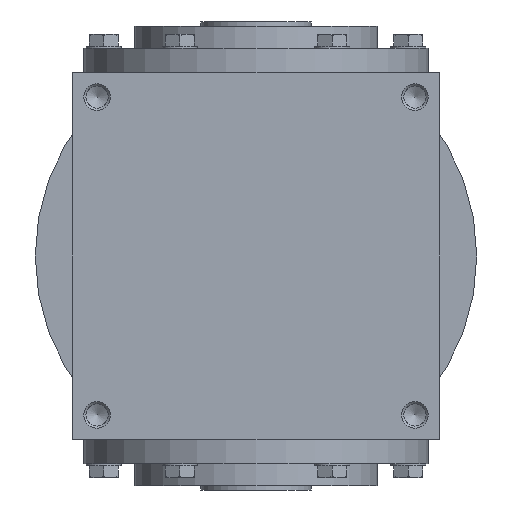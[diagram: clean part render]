
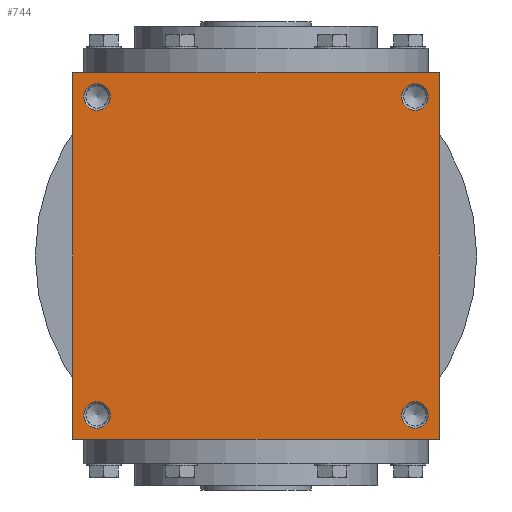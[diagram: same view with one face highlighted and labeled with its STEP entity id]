
A CAD part, left-side view. The second image highlights one B-rep face of the part: STEP entity #744.
In plain terms, the highlighted face is planar.
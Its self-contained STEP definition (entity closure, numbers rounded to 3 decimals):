
#744 = ADVANCED_FACE( '', ( #1499, #1500, #1501, #1502, #1503 ), #1504, .F. );
#1499 = FACE_BOUND( '', #2219, .T. );
#1500 = FACE_BOUND( '', #2220, .T. );
#1501 = FACE_BOUND( '', #2221, .T. );
#1502 = FACE_BOUND( '', #2222, .T. );
#1503 = FACE_OUTER_BOUND( '', #2223, .T. );
#1504 = PLANE( '', #2224 );
#2219 = EDGE_LOOP( '', ( #3512 ) );
#2220 = EDGE_LOOP( '', ( #3513 ) );
#2221 = EDGE_LOOP( '', ( #3514 ) );
#2222 = EDGE_LOOP( '', ( #3515 ) );
#2223 = EDGE_LOOP( '', ( #3516, #3517, #3518, #3519 ) );
#2224 = AXIS2_PLACEMENT_3D( '', #3520, #3521, #3522 );
#3512 = ORIENTED_EDGE( '', *, *, #4163, .F. );
#3513 = ORIENTED_EDGE( '', *, *, #4159, .T. );
#3514 = ORIENTED_EDGE( '', *, *, #4126, .F. );
#3515 = ORIENTED_EDGE( '', *, *, #3879, .T. );
#3516 = ORIENTED_EDGE( '', *, *, #4032, .F. );
#3517 = ORIENTED_EDGE( '', *, *, #4155, .F. );
#3518 = ORIENTED_EDGE( '', *, *, #3718, .F. );
#3519 = ORIENTED_EDGE( '', *, *, #4026, .F. );
#3520 = CARTESIAN_POINT( '', ( 0., 0., -83. ) );
#3521 = DIRECTION( '', ( 0., 0., 1. ) );
#3522 = DIRECTION( '', ( 1., 0., 0. ) );
#3718 = EDGE_CURVE( '', #4259, #4260, #4261, .T. );
#3879 = EDGE_CURVE( '', #4519, #4519, #4520, .T. );
#4026 = EDGE_CURVE( '', #4729, #4259, #4730, .T. );
#4032 = EDGE_CURVE( '', #4739, #4729, #4740, .T. );
#4126 = EDGE_CURVE( '', #4856, #4856, #4857, .T. );
#4155 = EDGE_CURVE( '', #4260, #4739, #4889, .T. );
#4159 = EDGE_CURVE( '', #4893, #4893, #4894, .T. );
#4163 = EDGE_CURVE( '', #4898, #4898, #4899, .T. );
#4259 = VERTEX_POINT( '', #5003 );
#4260 = VERTEX_POINT( '', #5004 );
#4261 = LINE( '', #5005, #5006 );
#4519 = VERTEX_POINT( '', #5313 );
#4520 = CIRCLE( '', #5314, 6. );
#4729 = VERTEX_POINT( '', #5607 );
#4730 = LINE( '', #5608, #5609 );
#4739 = VERTEX_POINT( '', #5620 );
#4740 = LINE( '', #5621, #5622 );
#4856 = VERTEX_POINT( '', #5777 );
#4857 = CIRCLE( '', #5778, 6. );
#4889 = LINE( '', #5824, #5825 );
#4893 = VERTEX_POINT( '', #5830 );
#4894 = CIRCLE( '', #5831, 6. );
#4898 = VERTEX_POINT( '', #5835 );
#4899 = CIRCLE( '', #5836, 6. );
#5003 = CARTESIAN_POINT( '', ( 83., -83., -83. ) );
#5004 = CARTESIAN_POINT( '', ( 83., 83., -83. ) );
#5005 = CARTESIAN_POINT( '', ( 83., -83., -83. ) );
#5006 = VECTOR( '', #5947, 1000. );
#5313 = CARTESIAN_POINT( '', ( 78., -72., -83. ) );
#5314 = AXIS2_PLACEMENT_3D( '', #6245, #6246, #6247 );
#5607 = CARTESIAN_POINT( '', ( -83., -83., -83. ) );
#5608 = CARTESIAN_POINT( '', ( -83., -83., -83. ) );
#5609 = VECTOR( '', #6462, 1000. );
#5620 = CARTESIAN_POINT( '', ( -83., 83., -83. ) );
#5621 = CARTESIAN_POINT( '', ( -83., 83., -83. ) );
#5622 = VECTOR( '', #6471, 1000. );
#5777 = CARTESIAN_POINT( '', ( -78., -72., -83. ) );
#5778 = AXIS2_PLACEMENT_3D( '', #6580, #6581, #6582 );
#5824 = CARTESIAN_POINT( '', ( 83., 83., -83. ) );
#5825 = VECTOR( '', #6599, 1000. );
#5830 = CARTESIAN_POINT( '', ( 78., 72., -83. ) );
#5831 = AXIS2_PLACEMENT_3D( '', #6601, #6602, #6603 );
#5835 = CARTESIAN_POINT( '', ( -78., 72., -83. ) );
#5836 = AXIS2_PLACEMENT_3D( '', #6607, #6608, #6609 );
#5947 = DIRECTION( '', ( 0., 1., 0. ) );
#6245 = CARTESIAN_POINT( '', ( 72., -72., -83. ) );
#6246 = DIRECTION( '', ( 0., 0., 1. ) );
#6247 = DIRECTION( '', ( 1., 0., 0. ) );
#6462 = DIRECTION( '', ( 1., 0., 0. ) );
#6471 = DIRECTION( '', ( 0., -1., 0. ) );
#6580 = CARTESIAN_POINT( '', ( -72., -72., -83. ) );
#6581 = DIRECTION( '', ( 0., 0., -1. ) );
#6582 = DIRECTION( '', ( -1., 0., 0. ) );
#6599 = DIRECTION( '', ( -1., 0., 0. ) );
#6601 = CARTESIAN_POINT( '', ( 72., 72., -83. ) );
#6602 = DIRECTION( '', ( 0., 0., 1. ) );
#6603 = DIRECTION( '', ( 1., 0., 0. ) );
#6607 = CARTESIAN_POINT( '', ( -72., 72., -83. ) );
#6608 = DIRECTION( '', ( 0., 0., -1. ) );
#6609 = DIRECTION( '', ( -1., 0., 0. ) );
